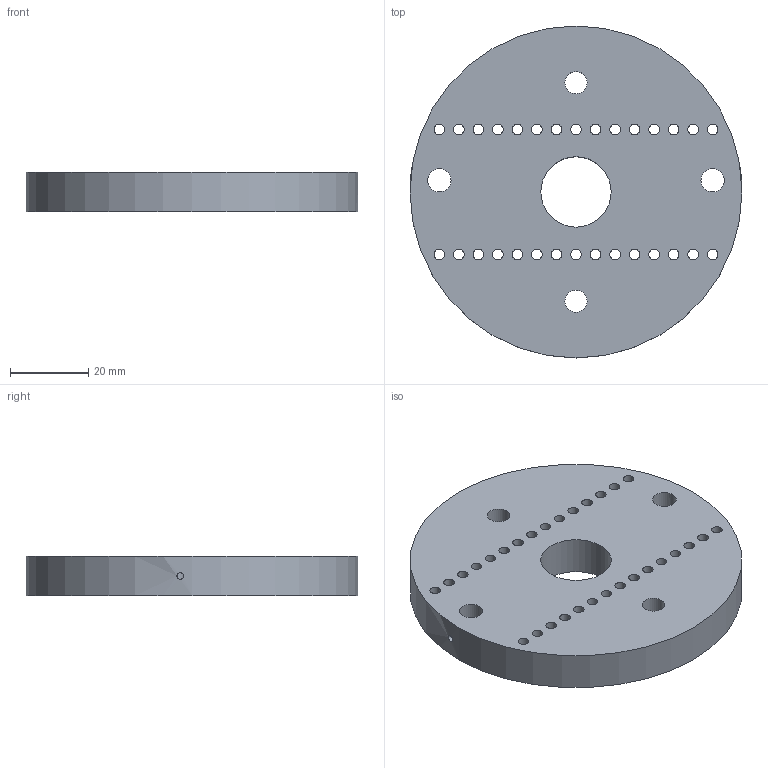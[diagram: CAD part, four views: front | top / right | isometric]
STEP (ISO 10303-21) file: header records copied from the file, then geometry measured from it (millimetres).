
FILE_DESCRIPTION(/* description */ (''),/* implementation_level */ '2;1');
FILE_NAME(/* name */ 'vive-connector base.step',/* time_stamp */ '2023-07-30T19:17:09+08:00',/* author */ (''),/* organization */ (''),/* preprocessor_version */ 'ST-DEVELOPER v19.2',/* originating_system */ 'Autodesk Translation Framework v11.17.0.187',/* authorisation */ '');
FILE_SCHEMA (('AUTOMOTIVE_DESIGN { 1 0 10303 214 3 1 1 }'));
Length unit declared in the file: millimetre
Products named in the file (3): vive-connector base; top; bot
Assembly tree (2 placements, depth 2):
  vive-connector base
    top
    bot
Bounding box: 85 x 85 x 10 mm (x, y, z)
Volume: 51386.7 mm3; surface area: 16835.4 mm2
Topology: 1 solids, 1 shells, 40 faces, 119 edges, 80 vertices
Faces by surface type: cylinder 38, plane 2
Full cylindrical faces by diameter (mm): 1.7 x2, 2.7 x30, 5.7 x2, 6 x2, 18 x1, 85 x1
Entity records: 1743 total; most frequent: CARTESIAN_POINT 380, DIRECTION 273, ORIENTED_EDGE 238, EDGE_CURVE 119, AXIS2_PLACEMENT_3D 117, EDGE_LOOP 113, VERTEX_POINT 80, FACE_BOUND 73
